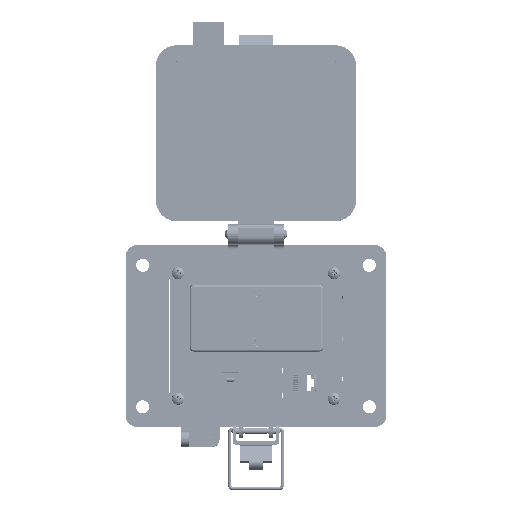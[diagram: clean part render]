
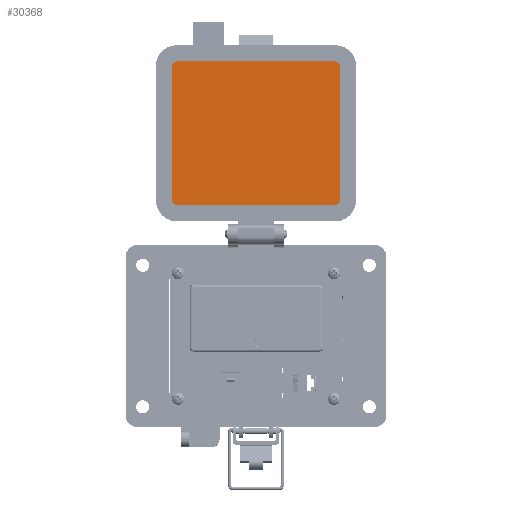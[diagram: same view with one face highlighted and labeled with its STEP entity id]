
A CAD part, top view. The second image highlights one B-rep face of the part: STEP entity #30368.
In plain terms, the highlighted planar face has unit normal (0, 0, 1).
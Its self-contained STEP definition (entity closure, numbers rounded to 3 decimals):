
#1969 = CARTESIAN_POINT ( 'NONE',  ( -42.469, 60.004, 19.202 ) ) ;
#2397 = ORIENTED_EDGE ( 'NONE', *, *, #54488, .F. ) ;
#6616 = LINE ( 'NONE', #101524, #14093 ) ;
#9857 = EDGE_LOOP ( 'NONE', ( #87734, #69546, #27543, #2397, #87582, #127059, #72314, #125635 ) ) ;
#11777 = DIRECTION ( 'NONE',  ( 0., 0., -1. ) ) ;
#13105 = VECTOR ( 'NONE', #133737, 1000. ) ;
#14093 = VECTOR ( 'NONE', #56368, 1000. ) ;
#16248 = EDGE_CURVE ( 'NONE', #115379, #96693, #23680, .T. ) ;
#18060 = CIRCLE ( 'NONE', #27184, 2.299 ) ;
#19409 = LINE ( 'NONE', #127020, #132013 ) ;
#20229 = CIRCLE ( 'NONE', #27090, 2.299 ) ;
#23680 = CIRCLE ( 'NONE', #135901, 2.299 ) ;
#24707 = AXIS2_PLACEMENT_3D ( 'NONE', #66894, #43922, #78340 ) ;
#24742 = FACE_OUTER_BOUND ( 'NONE', #9857, .T. ) ;
#24902 = DIRECTION ( 'NONE',  ( 1., 0., 0. ) ) ;
#25962 = CARTESIAN_POINT ( 'NONE',  ( 35.912, 57.705, 19.202 ) ) ;
#27090 = AXIS2_PLACEMENT_3D ( 'NONE', #53078, #75321, #96845 ) ;
#27184 = AXIS2_PLACEMENT_3D ( 'NONE', #1969, #99538, #24902 ) ;
#27543 = ORIENTED_EDGE ( 'NONE', *, *, #90214, .F. ) ;
#28763 = DIRECTION ( 'NONE',  ( 1., 0., 0. ) ) ;
#30368 = ADVANCED_FACE ( 'NONE', ( #24742 ), #68539, .T. ) ;
#31337 = EDGE_CURVE ( 'NONE', #45503, #35825, #18060, .T. ) ;
#35801 = CARTESIAN_POINT ( 'NONE',  ( 38.212, 60.004, 19.202 ) ) ;
#35825 = VERTEX_POINT ( 'NONE', #47960 ) ;
#41333 = VERTEX_POINT ( 'NONE', #117612 ) ;
#43922 = DIRECTION ( 'NONE',  ( 0., 0., 1. ) ) ;
#44260 = DIRECTION ( 'NONE',  ( 0., 1., 0. ) ) ;
#45503 = VERTEX_POINT ( 'NONE', #112810 ) ;
#46289 = EDGE_CURVE ( 'NONE', #96693, #45503, #6616, .T. ) ;
#47960 = CARTESIAN_POINT ( 'NONE',  ( -44.769, 60.004, 19.202 ) ) ;
#48555 = DIRECTION ( 'NONE',  ( 0., 0., -1. ) ) ;
#53078 = CARTESIAN_POINT ( 'NONE',  ( 35.912, 126.389, 19.202 ) ) ;
#54050 = EDGE_CURVE ( 'NONE', #35825, #98792, #102306, .T. ) ;
#54488 = EDGE_CURVE ( 'NONE', #41333, #113346, #19409, .T. ) ;
#56368 = DIRECTION ( 'NONE',  ( -1., 0., 0. ) ) ;
#58555 = CARTESIAN_POINT ( 'NONE',  ( -44.769, 93.196, 19.202 ) ) ;
#59322 = CARTESIAN_POINT ( 'NONE',  ( 35.912, 60.004, 19.202 ) ) ;
#60446 = CARTESIAN_POINT ( 'NONE',  ( -44.769, 126.389, 19.202 ) ) ;
#66894 = CARTESIAN_POINT ( 'NONE',  ( 39.871, 130.108, 19.202 ) ) ;
#68539 = PLANE ( 'NONE',  #24707 ) ;
#69546 = ORIENTED_EDGE ( 'NONE', *, *, #70919, .F. ) ;
#70919 = EDGE_CURVE ( 'NONE', #86138, #115379, #90696, .T. ) ;
#72314 = ORIENTED_EDGE ( 'NONE', *, *, #31337, .F. ) ;
#74091 = EDGE_CURVE ( 'NONE', #98792, #41333, #84721, .T. ) ;
#74969 = CARTESIAN_POINT ( 'NONE',  ( 38.212, 126.389, 19.202 ) ) ;
#75321 = DIRECTION ( 'NONE',  ( 0., 0., -1. ) ) ;
#78340 = DIRECTION ( 'NONE',  ( -1., 0., 0. ) ) ;
#84721 = CIRCLE ( 'NONE', #89314, 2.299 ) ;
#86138 = VERTEX_POINT ( 'NONE', #74969 ) ;
#86168 = VECTOR ( 'NONE', #44260, 1000. ) ;
#86207 = CARTESIAN_POINT ( 'NONE',  ( 35.912, 128.688, 19.202 ) ) ;
#87582 = ORIENTED_EDGE ( 'NONE', *, *, #74091, .F. ) ;
#87734 = ORIENTED_EDGE ( 'NONE', *, *, #16248, .F. ) ;
#89314 = AXIS2_PLACEMENT_3D ( 'NONE', #122238, #11777, #132292 ) ;
#89998 = CARTESIAN_POINT ( 'NONE',  ( 38.212, 93.196, 19.202 ) ) ;
#90214 = EDGE_CURVE ( 'NONE', #113346, #86138, #20229, .T. ) ;
#90696 = LINE ( 'NONE', #89998, #13105 ) ;
#96693 = VERTEX_POINT ( 'NONE', #25962 ) ;
#96845 = DIRECTION ( 'NONE',  ( 1., 0., 0. ) ) ;
#98792 = VERTEX_POINT ( 'NONE', #60446 ) ;
#99538 = DIRECTION ( 'NONE',  ( 0., 0., -1. ) ) ;
#101524 = CARTESIAN_POINT ( 'NONE',  ( -3.279, 57.705, 19.202 ) ) ;
#102306 = LINE ( 'NONE', #58555, #86168 ) ;
#112810 = CARTESIAN_POINT ( 'NONE',  ( -42.469, 57.705, 19.202 ) ) ;
#113346 = VERTEX_POINT ( 'NONE', #86207 ) ;
#115379 = VERTEX_POINT ( 'NONE', #35801 ) ;
#117612 = CARTESIAN_POINT ( 'NONE',  ( -42.469, 128.688, 19.202 ) ) ;
#122238 = CARTESIAN_POINT ( 'NONE',  ( -42.469, 126.389, 19.202 ) ) ;
#125635 = ORIENTED_EDGE ( 'NONE', *, *, #46289, .F. ) ;
#127020 = CARTESIAN_POINT ( 'NONE',  ( -3.279, 128.688, 19.202 ) ) ;
#127059 = ORIENTED_EDGE ( 'NONE', *, *, #54050, .F. ) ;
#132013 = VECTOR ( 'NONE', #28763, 1000. ) ;
#132292 = DIRECTION ( 'NONE',  ( 0., -1., 0. ) ) ;
#133737 = DIRECTION ( 'NONE',  ( 0., -1., 0. ) ) ;
#135901 = AXIS2_PLACEMENT_3D ( 'NONE', #59322, #48555, #136056 ) ;
#136056 = DIRECTION ( 'NONE',  ( 0., -1., 0. ) ) ;
